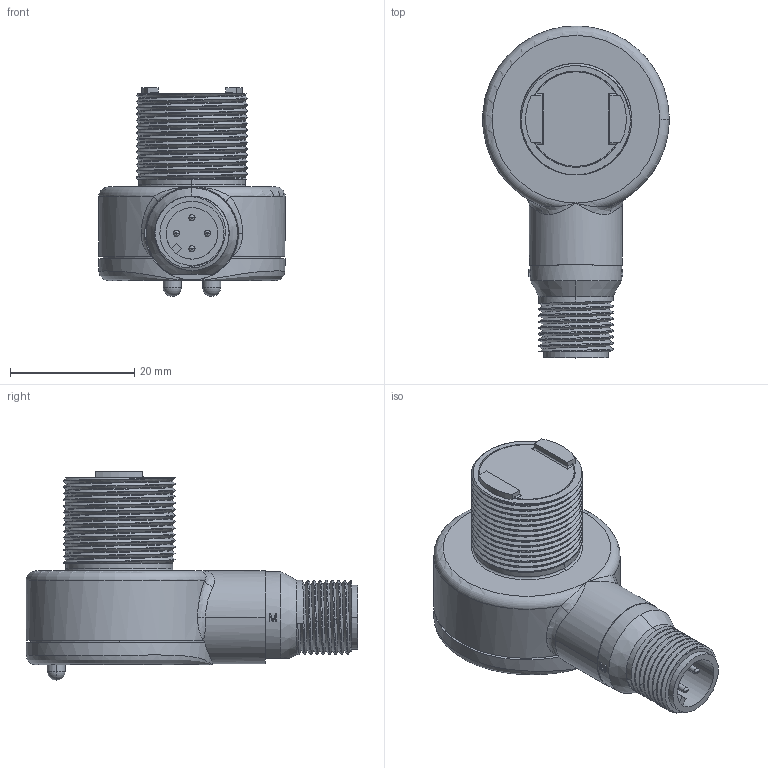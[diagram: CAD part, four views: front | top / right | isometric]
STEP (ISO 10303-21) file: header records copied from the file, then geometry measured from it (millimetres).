
FILE_DESCRIPTION((''),'2;1');
FILE_NAME('155313_SW','2010-12-03T',('banengservice'),('BANNER ENGINEERING'),'PRO/ENGINEER BY PARAMETRIC TECHNOLOGY CORPORATION, 2009141','PRO/ENGINEER BY PARAMETRIC TECHNOLOGY CORPORATION, 2009141','');
FILE_SCHEMA(('CONFIG_CONTROL_DESIGN'));
Length unit declared in the file: inch
Products named in the file (1): 155313_SW
Bounding box: 30.05 x 53.5 x 33.66 mm (x, y, z)
Volume: 6369.7 mm3; surface area: 11595.5 mm2
Topology: 1 solids, 2 shells, 405 faces, 1022 edges, 652 vertices
Faces by surface type: plane 167, cylinder 160, bspline 36, torus 16, cone 16, sphere 6, revolution 4
Entity records: 26968 total; most frequent: CARTESIAN_POINT 17452, ORIENTED_EDGE 2024, DIRECTION 1877, EDGE_CURVE 1012, AXIS2_PLACEMENT_3D 688, VERTEX_POINT 652, VECTOR 497, LINE 497
